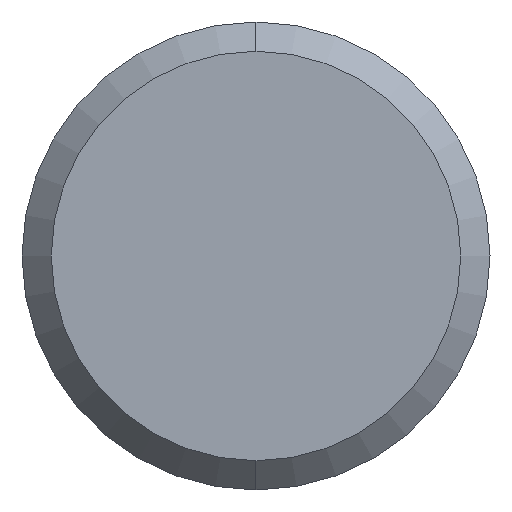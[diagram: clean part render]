
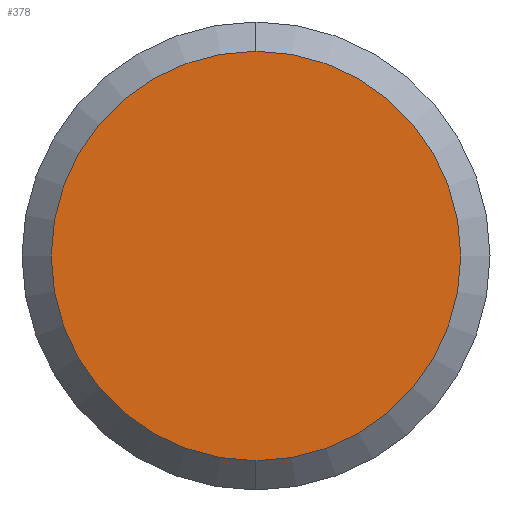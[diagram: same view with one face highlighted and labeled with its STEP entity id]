
A CAD part, left-side view. The second image highlights one B-rep face of the part: STEP entity #378.
In plain terms, the highlighted face is planar.
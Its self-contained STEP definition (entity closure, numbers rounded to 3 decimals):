
#209=CARTESIAN_POINT('',(0.,0.,0.));
#210=DIRECTION('',(0.,0.,1.));
#211=DIRECTION('',(-1.,0.,0.));
#212=AXIS2_PLACEMENT_3D('',#209,#210,#211);
#217=CARTESIAN_POINT('',(0.,0.,0.));
#218=DIRECTION('',(0.,0.,-1.));
#219=DIRECTION('',(-1.,0.,0.));
#220=AXIS2_PLACEMENT_3D('',#217,#218,#219);
#226=CARTESIAN_POINT('',(-1.75,0.,0.));
#228=VERTEX_POINT('',#226);
#230=CARTESIAN_POINT('',(1.75,0.,0.));
#232=VERTEX_POINT('',#230);
#369=CARTESIAN_POINT('',(0.,0.,0.));
#370=DIRECTION('',(0.,0.,-1.));
#371=DIRECTION('',(1.,0.,0.));
#372=AXIS2_PLACEMENT_3D('',#369,#370,#371);
#373=PLANE('',#372);
#374=ORIENTED_EDGE('',*,*,#362,.F.);
#375=ORIENTED_EDGE('',*,*,#351,.T.);
#376=EDGE_LOOP('',(#374,#375));
#377=FACE_OUTER_BOUND('',#376,.F.);
#213=CIRCLE('',#212,1.75);
#221=CIRCLE('',#220,1.75);
#351=EDGE_CURVE('',#228,#232,#221,.T.);
#362=EDGE_CURVE('',#228,#232,#213,.T.);
#378=ADVANCED_FACE('',(#377),#373,.F.);
